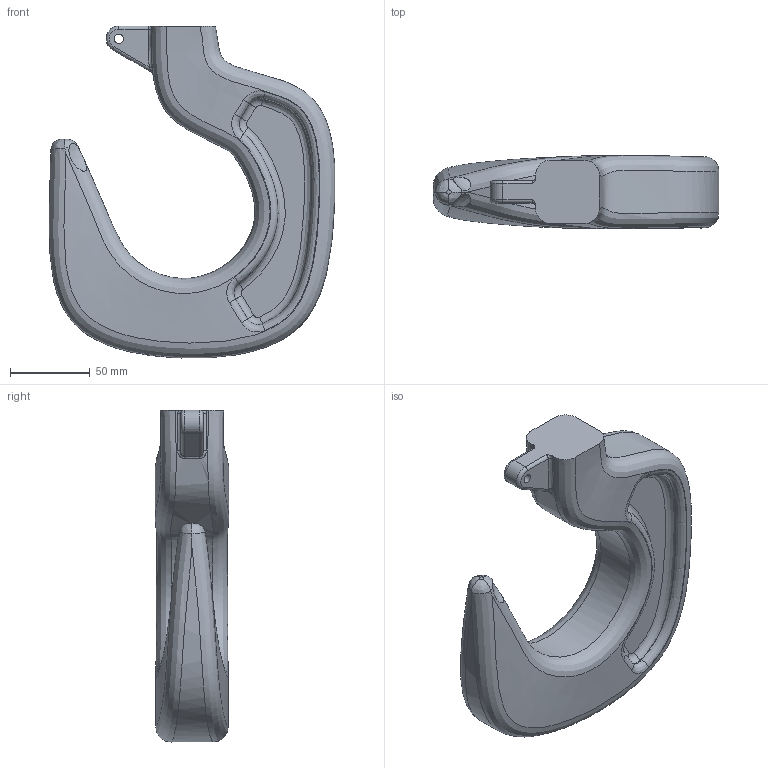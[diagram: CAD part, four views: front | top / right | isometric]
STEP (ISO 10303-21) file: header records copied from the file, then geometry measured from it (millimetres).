
FILE_DESCRIPTION(/* description */ ('STEP AP242','CAx-IF Rec.Pracs.---Representation and Presentation of Product Manufacturing Information (PMI)---4.0---2014-10-13','CAx-IF Rec.Pracs.---3D Tessellated Geometry---0.4---2014-09-14','2;1'),/* implementation_level */ '2;1');
FILE_NAME(/* name */ '6755ffe9aebe490a25a89f7d',/* time_stamp */ '2024-12-08T20:22:20Z',/* author */ (''),/* organization */ (''),/* preprocessor_version */ 'ST-DEVELOPER v20',/* originating_system */ 'ONSHAPE BY PTC INC, 1.190',/* authorisation */ ' ');
FILE_SCHEMA (('AP242_MANAGED_MODEL_BASED_3D_ENGINEERING_MIM_LF { 1 0 10303 442 1 1 4 }'));
Length unit declared in the file: metre
Products named in the file (1): hook
Bounding box: 179.75 x 46.28 x 208.79 mm (x, y, z)
Volume: 730188.8 mm3; surface area: 73929 mm2
Topology: 1 solids, 1 shells, 84 faces, 196 edges, 116 vertices
Faces by surface type: bspline 43, cylinder 18, plane 11, torus 10, sphere 2
Full cylindrical faces by diameter (mm): 5.795 x1
Entity records: 5564 total; most frequent: CARTESIAN_POINT 3939, ORIENTED_EDGE 390, DIRECTION 249, EDGE_CURVE 195, VERTEX_POINT 116, AXIS2_PLACEMENT_3D 106, B_SPLINE_CURVE_WITH_KNOTS 94, EDGE_LOOP 89
